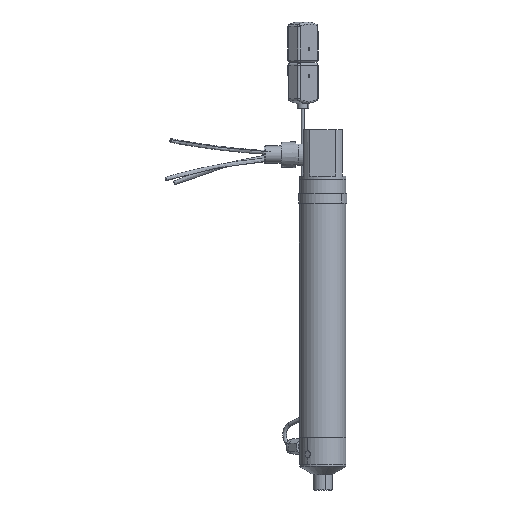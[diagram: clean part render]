
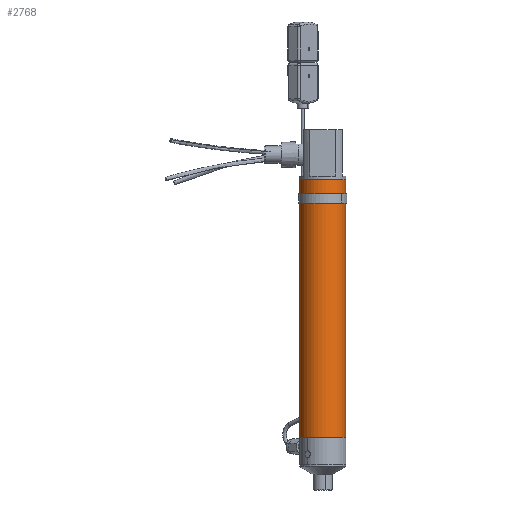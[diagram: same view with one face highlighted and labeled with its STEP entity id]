
A CAD part, front view. The second image highlights one B-rep face of the part: STEP entity #2768.
In plain terms, the highlighted cylindrical face has radius 19.05 mm (diameter 38.1 mm), a partial arc.
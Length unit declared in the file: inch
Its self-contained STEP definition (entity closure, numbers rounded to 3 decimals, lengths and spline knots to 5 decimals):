
#31 = DIRECTION ( 'NONE',  ( 0., 0., 1. ) ) ;
#213 = CARTESIAN_POINT ( 'NONE',  ( 0.74967, -0.02217, 0.98407 ) ) ;
#296 = CIRCLE ( 'NONE', #1573, 0.75 ) ;
#301 = CARTESIAN_POINT ( 'NONE',  ( 0.74967, -0.02217, 9.29707 ) ) ;
#421 = DIRECTION ( 'NONE',  ( 1., -0.03, 0. ) ) ;
#456 = DIRECTION ( 'NONE',  ( 0., 0., 1. ) ) ;
#530 = CARTESIAN_POINT ( 'NONE',  ( 0., 0., 0.98407 ) ) ;
#816 = DIRECTION ( 'NONE',  ( 1., -0.03, 0. ) ) ;
#840 = DIRECTION ( 'NONE',  ( 0., 0., -1. ) ) ;
#851 = CARTESIAN_POINT ( 'NONE',  ( 0., 0., 9.29707 ) ) ;
#1264 = VECTOR ( 'NONE', #3990, 39.37008 ) ;
#1299 = AXIS2_PLACEMENT_3D ( 'NONE', #8770, #10025, #9528 ) ;
#1571 = AXIS2_PLACEMENT_3D ( 'NONE', #851, #840, #816 ) ;
#1573 = AXIS2_PLACEMENT_3D ( 'NONE', #530, #456, #421 ) ;
#1732 = FACE_OUTER_BOUND ( 'NONE', #8573, .T. ) ;
#1755 = CARTESIAN_POINT ( 'NONE',  ( 0.74967, -0.02217, 0.98407 ) ) ;
#1909 = ORIENTED_EDGE ( 'NONE', *, *, #2583, .T. ) ;
#2301 = VERTEX_POINT ( 'NONE', #301 ) ;
#2438 = EDGE_CURVE ( 'NONE', #2301, #4128, #8174, .T. ) ;
#2450 = EDGE_CURVE ( 'NONE', #4661, #2456, #296, .T. ) ;
#2456 = VERTEX_POINT ( 'NONE', #213 ) ;
#2498 = EDGE_CURVE ( 'NONE', #4661, #4128, #8820, .T. ) ;
#2583 = EDGE_CURVE ( 'NONE', #2456, #2301, #5317, .T. ) ;
#2768 = ADVANCED_FACE ( 'NONE', ( #1732 ), #9233, .T. ) ;
#3190 = CARTESIAN_POINT ( 'NONE',  ( -0.74967, 0.02217, 0.98407 ) ) ;
#3990 = DIRECTION ( 'NONE',  ( 0., 0., 1. ) ) ;
#4128 = VERTEX_POINT ( 'NONE', #9520 ) ;
#4661 = VERTEX_POINT ( 'NONE', #9117 ) ;
#5317 = LINE ( 'NONE', #1755, #1264 ) ;
#6981 = ORIENTED_EDGE ( 'NONE', *, *, #2438, .T. ) ;
#7435 = ORIENTED_EDGE ( 'NONE', *, *, #2450, .T. ) ;
#8174 = CIRCLE ( 'NONE', #1571, 0.75 ) ;
#8573 = EDGE_LOOP ( 'NONE', ( #9583, #7435, #1909, #6981 ) ) ;
#8770 = CARTESIAN_POINT ( 'NONE',  ( 0., 0., 0.98407 ) ) ;
#8820 = LINE ( 'NONE', #3190, #9319 ) ;
#9117 = CARTESIAN_POINT ( 'NONE',  ( -0.74967, 0.02217, 0.98407 ) ) ;
#9233 = CYLINDRICAL_SURFACE ( 'NONE', #1299, 0.75 ) ;
#9319 = VECTOR ( 'NONE', #31, 39.37008 ) ;
#9520 = CARTESIAN_POINT ( 'NONE',  ( -0.74967, 0.02217, 9.29707 ) ) ;
#9528 = DIRECTION ( 'NONE',  ( 1., -0.03, 0. ) ) ;
#9583 = ORIENTED_EDGE ( 'NONE', *, *, #2498, .F. ) ;
#10025 = DIRECTION ( 'NONE',  ( 0., 0., 1. ) ) ;
